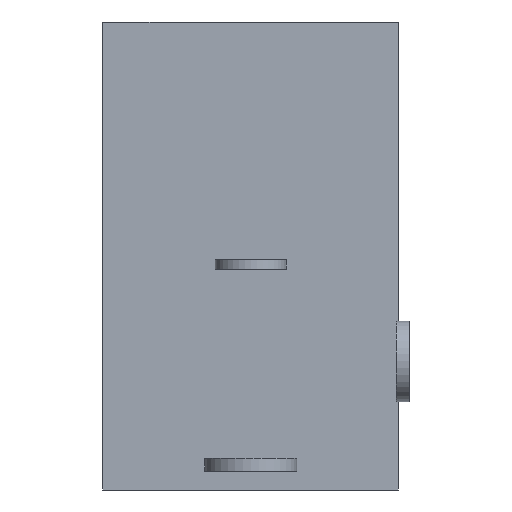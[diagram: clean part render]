
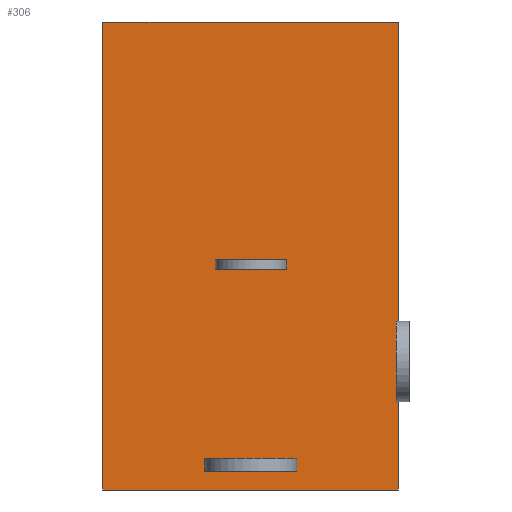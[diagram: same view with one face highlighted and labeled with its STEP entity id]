
A CAD part, front view. The second image highlights one B-rep face of the part: STEP entity #306.
In plain terms, the highlighted planar face has unit normal (0, -1, 0).
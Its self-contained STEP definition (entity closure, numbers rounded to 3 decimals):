
#5 = VERTEX_POINT ( 'NONE', #1061 ) ;
#20 = CARTESIAN_POINT ( 'NONE',  ( -4.572, 0., -14.478 ) ) ;
#31 = DIRECTION ( 'NONE',  ( 1., 0., 0. ) ) ;
#40 = CARTESIAN_POINT ( 'NONE',  ( 4.572, 0., -3.81 ) ) ;
#60 = VECTOR ( 'NONE', #1392, 1000. ) ;
#78 = CARTESIAN_POINT ( 'NONE',  ( -1.1, 0., -7.65 ) ) ;
#90 = VECTOR ( 'NONE', #525, 1000. ) ;
#103 = CARTESIAN_POINT ( 'NONE',  ( -1.1, 0., -7.35 ) ) ;
#128 = CARTESIAN_POINT ( 'NONE',  ( 1.1, 0., -7.35 ) ) ;
#139 = EDGE_CURVE ( 'NONE', #804, #1699, #225, .T. ) ;
#140 = ORIENTED_EDGE ( 'NONE', *, *, #1622, .T. ) ;
#145 = AXIS2_PLACEMENT_3D ( 'NONE', #341, #1166, #1747 ) ;
#169 = CARTESIAN_POINT ( 'NONE',  ( -1.425, 0., -13.5 ) ) ;
#170 = ORIENTED_EDGE ( 'NONE', *, *, #956, .F. ) ;
#172 = FACE_BOUND ( 'NONE', #1265, .T. ) ;
#173 = ORIENTED_EDGE ( 'NONE', *, *, #569, .T. ) ;
#180 = CARTESIAN_POINT ( 'NONE',  ( 1.1, 0., -7.35 ) ) ;
#188 = LINE ( 'NONE', #20, #1789 ) ;
#191 = DIRECTION ( 'NONE',  ( -1., 0., 0. ) ) ;
#206 = LINE ( 'NONE', #40, #1204 ) ;
#207 = VECTOR ( 'NONE', #1541, 1000. ) ;
#216 = CARTESIAN_POINT ( 'NONE',  ( 4.572, 0., -3.81 ) ) ;
#225 = LINE ( 'NONE', #933, #356 ) ;
#231 = VERTEX_POINT ( 'NONE', #1113 ) ;
#256 = CARTESIAN_POINT ( 'NONE',  ( -1.1, 0., -7.35 ) ) ;
#302 = LINE ( 'NONE', #630, #1759 ) ;
#306 = ADVANCED_FACE ( 'NONE', ( #414, #1527, #172 ), #732, .T. ) ;
#341 = CARTESIAN_POINT ( 'NONE',  ( -4.572, 0., -3.81 ) ) ;
#345 = CARTESIAN_POINT ( 'NONE',  ( -1.1, 0., -7.65 ) ) ;
#356 = VECTOR ( 'NONE', #1380, 1000. ) ;
#357 = VECTOR ( 'NONE', #1157, 1000. ) ;
#369 = VERTEX_POINT ( 'NONE', #1175 ) ;
#394 = EDGE_CURVE ( 'NONE', #410, #1390, #1570, .T. ) ;
#410 = VERTEX_POINT ( 'NONE', #1451 ) ;
#411 = CARTESIAN_POINT ( 'NONE',  ( -1.1, 0., -7.35 ) ) ;
#414 = FACE_BOUND ( 'NONE', #1174, .T. ) ;
#431 = CARTESIAN_POINT ( 'NONE',  ( 1.425, 0., -13.9 ) ) ;
#440 = LINE ( 'NONE', #1743, #492 ) ;
#441 = LINE ( 'NONE', #1025, #90 ) ;
#443 = ORIENTED_EDGE ( 'NONE', *, *, #711, .F. ) ;
#448 = DIRECTION ( 'NONE',  ( -1., 0., 0. ) ) ;
#449 = DIRECTION ( 'NONE',  ( 0., 0., 1. ) ) ;
#451 = DIRECTION ( 'NONE',  ( 0., 0., -1. ) ) ;
#466 = ORIENTED_EDGE ( 'NONE', *, *, #795, .T. ) ;
#492 = VECTOR ( 'NONE', #31, 1000. ) ;
#502 = ORIENTED_EDGE ( 'NONE', *, *, #760, .F. ) ;
#506 = CARTESIAN_POINT ( 'NONE',  ( 1.425, 0., -13.5 ) ) ;
#514 = CARTESIAN_POINT ( 'NONE',  ( -1.425, 0., -13.9 ) ) ;
#524 = LINE ( 'NONE', #1259, #1092 ) ;
#525 = DIRECTION ( 'NONE',  ( 0., 0., -1. ) ) ;
#530 = ORIENTED_EDGE ( 'NONE', *, *, #394, .T. ) ;
#569 = EDGE_CURVE ( 'NONE', #831, #231, #206, .T. ) ;
#586 = VECTOR ( 'NONE', #832, 1000. ) ;
#630 = CARTESIAN_POINT ( 'NONE',  ( -4.572, 0., -3.81 ) ) ;
#635 = LINE ( 'NONE', #1805, #60 ) ;
#644 = EDGE_CURVE ( 'NONE', #369, #680, #797, .T. ) ;
#680 = VERTEX_POINT ( 'NONE', #78 ) ;
#681 = LINE ( 'NONE', #411, #971 ) ;
#711 = EDGE_CURVE ( 'NONE', #1804, #804, #635, .T. ) ;
#728 = LINE ( 'NONE', #180, #1783 ) ;
#732 = PLANE ( 'NONE',  #145 ) ;
#738 = VECTOR ( 'NONE', #1349, 1000. ) ;
#746 = DIRECTION ( 'NONE',  ( 0., 0., -1. ) ) ;
#760 = EDGE_CURVE ( 'NONE', #1762, #231, #1244, .T. ) ;
#763 = ORIENTED_EDGE ( 'NONE', *, *, #1655, .T. ) ;
#777 = ORIENTED_EDGE ( 'NONE', *, *, #1595, .F. ) ;
#778 = EDGE_CURVE ( 'NONE', #1014, #680, #681, .T. ) ;
#795 = EDGE_CURVE ( 'NONE', #1341, #831, #440, .T. ) ;
#797 = LINE ( 'NONE', #345, #969 ) ;
#804 = VERTEX_POINT ( 'NONE', #169 ) ;
#831 = VERTEX_POINT ( 'NONE', #1460 ) ;
#832 = DIRECTION ( 'NONE',  ( 1., 0., 0. ) ) ;
#836 = ORIENTED_EDGE ( 'NONE', *, *, #1694, .T. ) ;
#889 = ORIENTED_EDGE ( 'NONE', *, *, #778, .F. ) ;
#933 = CARTESIAN_POINT ( 'NONE',  ( -1.425, 0., -13.5 ) ) ;
#944 = EDGE_LOOP ( 'NONE', ( #1731, #466, #173, #502, #777, #1618, #530, #1489 ) ) ;
#950 = CARTESIAN_POINT ( 'NONE',  ( -4.572, 0., 0. ) ) ;
#956 = EDGE_CURVE ( 'NONE', #1510, #1014, #1636, .T. ) ;
#969 = VECTOR ( 'NONE', #1635, 1000. ) ;
#970 = VECTOR ( 'NONE', #191, 1000. ) ;
#971 = VECTOR ( 'NONE', #746, 1000. ) ;
#982 = VERTEX_POINT ( 'NONE', #1608 ) ;
#1013 = CARTESIAN_POINT ( 'NONE',  ( 4.5, 0., -3.81 ) ) ;
#1014 = VERTEX_POINT ( 'NONE', #256 ) ;
#1025 = CARTESIAN_POINT ( 'NONE',  ( 1.425, 0., -13.5 ) ) ;
#1038 = DIRECTION ( 'NONE',  ( 0., 0., 1. ) ) ;
#1040 = EDGE_CURVE ( 'NONE', #1390, #5, #524, .T. ) ;
#1061 = CARTESIAN_POINT ( 'NONE',  ( 4.5, 0., -11.75 ) ) ;
#1092 = VECTOR ( 'NONE', #1538, 1000. ) ;
#1098 = EDGE_CURVE ( 'NONE', #410, #982, #188, .T. ) ;
#1113 = CARTESIAN_POINT ( 'NONE',  ( 4.572, 0., 0. ) ) ;
#1132 = VERTEX_POINT ( 'NONE', #431 ) ;
#1157 = DIRECTION ( 'NONE',  ( 0., 0., 1. ) ) ;
#1166 = DIRECTION ( 'NONE',  ( 0., -1., 0. ) ) ;
#1174 = EDGE_LOOP ( 'NONE', ( #1426, #889, #170, #763 ) ) ;
#1175 = CARTESIAN_POINT ( 'NONE',  ( 1.1, 0., -7.65 ) ) ;
#1204 = VECTOR ( 'NONE', #449, 1000. ) ;
#1244 = LINE ( 'NONE', #1383, #586 ) ;
#1259 = CARTESIAN_POINT ( 'NONE',  ( -4.572, 0., -11.75 ) ) ;
#1265 = EDGE_LOOP ( 'NONE', ( #140, #1417, #443, #836 ) ) ;
#1341 = VERTEX_POINT ( 'NONE', #1416 ) ;
#1349 = DIRECTION ( 'NONE',  ( -1., 0., 0. ) ) ;
#1379 = EDGE_CURVE ( 'NONE', #1341, #5, #1425, .T. ) ;
#1380 = DIRECTION ( 'NONE',  ( 0., 0., -1. ) ) ;
#1383 = CARTESIAN_POINT ( 'NONE',  ( -4.572, 0., 0. ) ) ;
#1390 = VERTEX_POINT ( 'NONE', #1563 ) ;
#1392 = DIRECTION ( 'NONE',  ( -1., 0., 0. ) ) ;
#1416 = CARTESIAN_POINT ( 'NONE',  ( 4.5, 0., -9.25 ) ) ;
#1417 = ORIENTED_EDGE ( 'NONE', *, *, #139, .F. ) ;
#1425 = LINE ( 'NONE', #1013, #207 ) ;
#1426 = ORIENTED_EDGE ( 'NONE', *, *, #644, .T. ) ;
#1451 = CARTESIAN_POINT ( 'NONE',  ( 4.572, 0., -14.478 ) ) ;
#1460 = CARTESIAN_POINT ( 'NONE',  ( 4.572, 0., -9.25 ) ) ;
#1489 = ORIENTED_EDGE ( 'NONE', *, *, #1040, .T. ) ;
#1510 = VERTEX_POINT ( 'NONE', #128 ) ;
#1527 = FACE_OUTER_BOUND ( 'NONE', #944, .T. ) ;
#1538 = DIRECTION ( 'NONE',  ( -1., 0., 0. ) ) ;
#1541 = DIRECTION ( 'NONE',  ( 0., 0., -1. ) ) ;
#1563 = CARTESIAN_POINT ( 'NONE',  ( 4.572, 0., -11.75 ) ) ;
#1570 = LINE ( 'NONE', #216, #357 ) ;
#1595 = EDGE_CURVE ( 'NONE', #982, #1762, #302, .T. ) ;
#1608 = CARTESIAN_POINT ( 'NONE',  ( -4.572, 0., -14.478 ) ) ;
#1618 = ORIENTED_EDGE ( 'NONE', *, *, #1098, .F. ) ;
#1622 = EDGE_CURVE ( 'NONE', #1132, #1699, #1751, .T. ) ;
#1635 = DIRECTION ( 'NONE',  ( -1., 0., 0. ) ) ;
#1636 = LINE ( 'NONE', #103, #738 ) ;
#1655 = EDGE_CURVE ( 'NONE', #1510, #369, #728, .T. ) ;
#1694 = EDGE_CURVE ( 'NONE', #1804, #1132, #441, .T. ) ;
#1699 = VERTEX_POINT ( 'NONE', #514 ) ;
#1725 = CARTESIAN_POINT ( 'NONE',  ( 1.425, 0., -13.9 ) ) ;
#1731 = ORIENTED_EDGE ( 'NONE', *, *, #1379, .F. ) ;
#1743 = CARTESIAN_POINT ( 'NONE',  ( -4.572, 0., -9.25 ) ) ;
#1747 = DIRECTION ( 'NONE',  ( 1., 0., 0. ) ) ;
#1751 = LINE ( 'NONE', #1725, #970 ) ;
#1759 = VECTOR ( 'NONE', #1038, 1000. ) ;
#1762 = VERTEX_POINT ( 'NONE', #950 ) ;
#1783 = VECTOR ( 'NONE', #451, 1000. ) ;
#1789 = VECTOR ( 'NONE', #448, 1000. ) ;
#1804 = VERTEX_POINT ( 'NONE', #506 ) ;
#1805 = CARTESIAN_POINT ( 'NONE',  ( 1.425, 0., -13.5 ) ) ;
